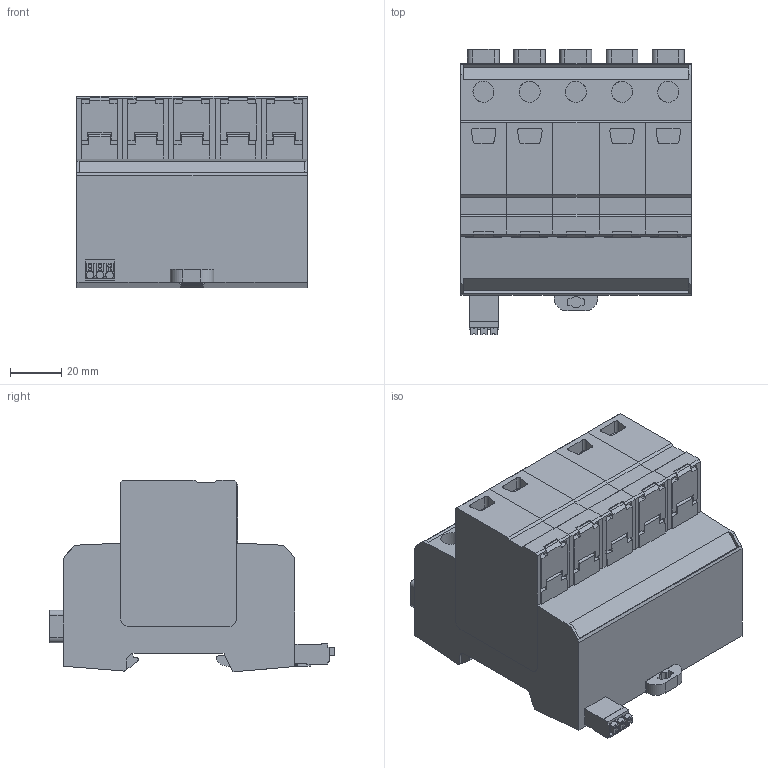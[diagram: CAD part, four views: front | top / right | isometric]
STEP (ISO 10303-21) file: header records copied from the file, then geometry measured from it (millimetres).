
FILE_DESCRIPTION(('CATIA V5 STEP Exchange','CAx-IF Rec.Pracs.--- Model Styling and Organization---1.4--- 2014-01-23'),'2;1');
FILE_NAME ('D1512448_3', '2022-01-25T14:23:19+00:00', ('none'), ('Weidmueller'), 'CATIA Version 5-6 Release 2016 SP3 HF44', 'CATIA V5 STEP AP214', 'none');
FILE_SCHEMA(('AUTOMOTIVE_DESIGN { 1 0 10303 214 1 1 1 1 }'));
Length unit declared in the file: millimetre
Products named in the file (1): S3D_VPU_PV_I_II_5_R_XXX
Bounding box: 90 x 111.06 x 74.75 mm (x, y, z)
Volume: 461302.7 mm3; surface area: 107809.4 mm2
Topology: 43 solids, 43 shells, 1264 faces, 3570 edges, 2461 vertices
Faces by surface type: plane 957, cylinder 230, extrusion 71, cone 6
Entity records: 42169 total; most frequent: CARTESIAN_POINT 9526, ORIENTED_EDGE 7140, DIRECTION 5184, EDGE_CURVE 3570, VECTOR 2777, LINE 2706, VERTEX_POINT 2461, AXIS2_PLACEMENT_3D 1461
